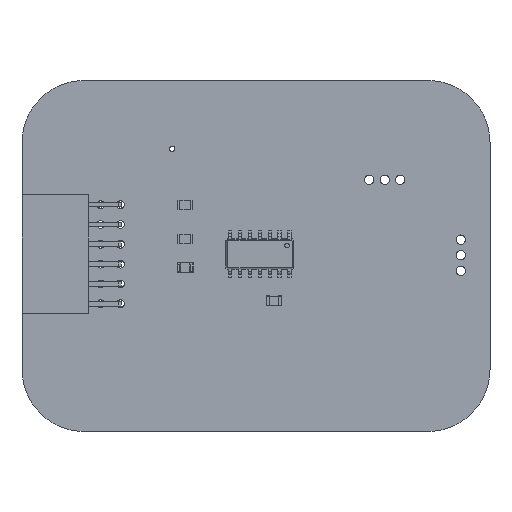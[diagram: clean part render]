
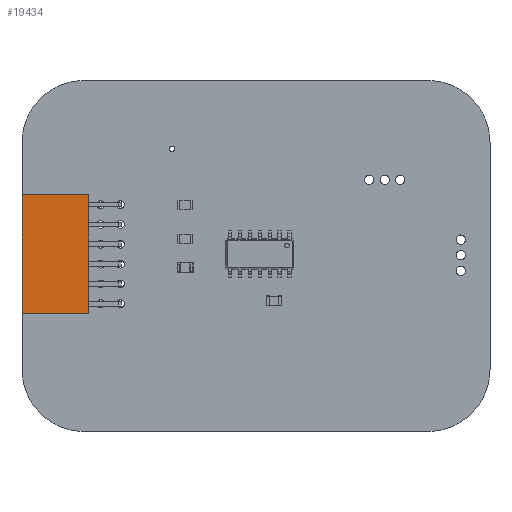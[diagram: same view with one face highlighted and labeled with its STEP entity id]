
A CAD part, top view. The second image highlights one B-rep face of the part: STEP entity #19434.
In plain terms, the highlighted planar face has unit normal (0, 0, 1).
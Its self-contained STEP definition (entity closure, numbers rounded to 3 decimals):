
#19434 = ADVANCED_FACE('',(#19435),#19449,.F.);
#19435 = FACE_BOUND('',#19436,.F.);
#19436 = EDGE_LOOP('',(#19437,#19472,#19500,#19528));
#19437 = ORIENTED_EDGE('',*,*,#19438,.T.);
#19438 = EDGE_CURVE('',#19439,#19441,#19443,.T.);
#19439 = VERTEX_POINT('',#19440);
#19440 = CARTESIAN_POINT('',(-4.06,-13.97,5.08));
#19441 = VERTEX_POINT('',#19442);
#19442 = CARTESIAN_POINT('',(-12.57,-13.97,5.08));
#19443 = SURFACE_CURVE('',#19444,(#19448,#19460),.PCURVE_S1.);
#19444 = LINE('',#19445,#19446);
#19445 = CARTESIAN_POINT('',(-4.06,-13.97,5.08));
#19446 = VECTOR('',#19447,1.);
#19447 = DIRECTION('',(-1.,0.,0.));
#19448 = PCURVE('',#19449,#19454);
#19449 = PLANE('',#19450);
#19450 = AXIS2_PLACEMENT_3D('',#19451,#19452,#19453);
#19451 = CARTESIAN_POINT('',(-4.06,-13.97,5.08));
#19452 = DIRECTION('',(0.,0.,-1.));
#19453 = DIRECTION('',(0.,1.,0.));
#19454 = DEFINITIONAL_REPRESENTATION('',(#19455),#19459);
#19455 = LINE('',#19456,#19457);
#19456 = CARTESIAN_POINT('',(0.,0.));
#19457 = VECTOR('',#19458,1.);
#19458 = DIRECTION('',(0.,-1.));
#19459 = ( GEOMETRIC_REPRESENTATION_CONTEXT(2) 
PARAMETRIC_REPRESENTATION_CONTEXT() REPRESENTATION_CONTEXT('2D SPACE',''
  ) );
#19460 = PCURVE('',#19461,#19466);
#19461 = PLANE('',#19462);
#19462 = AXIS2_PLACEMENT_3D('',#19463,#19464,#19465);
#19463 = CARTESIAN_POINT('',(-4.06,-13.97,0.));
#19464 = DIRECTION('',(0.,1.,0.));
#19465 = DIRECTION('',(0.,0.,1.));
#19466 = DEFINITIONAL_REPRESENTATION('',(#19467),#19471);
#19467 = LINE('',#19468,#19469);
#19468 = CARTESIAN_POINT('',(5.08,0.));
#19469 = VECTOR('',#19470,1.);
#19470 = DIRECTION('',(0.,-1.));
#19471 = ( GEOMETRIC_REPRESENTATION_CONTEXT(2) 
PARAMETRIC_REPRESENTATION_CONTEXT() REPRESENTATION_CONTEXT('2D SPACE',''
  ) );
#19472 = ORIENTED_EDGE('',*,*,#19473,.T.);
#19473 = EDGE_CURVE('',#19441,#19474,#19476,.T.);
#19474 = VERTEX_POINT('',#19475);
#19475 = CARTESIAN_POINT('',(-12.57,1.27,5.08));
#19476 = SURFACE_CURVE('',#19477,(#19481,#19488),.PCURVE_S1.);
#19477 = LINE('',#19478,#19479);
#19478 = CARTESIAN_POINT('',(-12.57,-13.97,5.08));
#19479 = VECTOR('',#19480,1.);
#19480 = DIRECTION('',(0.,1.,0.));
#19481 = PCURVE('',#19449,#19482);
#19482 = DEFINITIONAL_REPRESENTATION('',(#19483),#19487);
#19483 = LINE('',#19484,#19485);
#19484 = CARTESIAN_POINT('',(0.,-8.51));
#19485 = VECTOR('',#19486,1.);
#19486 = DIRECTION('',(1.,0.));
#19487 = ( GEOMETRIC_REPRESENTATION_CONTEXT(2) 
PARAMETRIC_REPRESENTATION_CONTEXT() REPRESENTATION_CONTEXT('2D SPACE',''
  ) );
#19488 = PCURVE('',#19489,#19494);
#19489 = PLANE('',#19490);
#19490 = AXIS2_PLACEMENT_3D('',#19491,#19492,#19493);
#19491 = CARTESIAN_POINT('',(-12.57,-13.97,5.08));
#19492 = DIRECTION('',(1.,0.,0.));
#19493 = DIRECTION('',(0.,-1.,0.));
#19494 = DEFINITIONAL_REPRESENTATION('',(#19495),#19499);
#19495 = LINE('',#19496,#19497);
#19496 = CARTESIAN_POINT('',(0.,-0.));
#19497 = VECTOR('',#19498,1.);
#19498 = DIRECTION('',(-1.,0.));
#19499 = ( GEOMETRIC_REPRESENTATION_CONTEXT(2) 
PARAMETRIC_REPRESENTATION_CONTEXT() REPRESENTATION_CONTEXT('2D SPACE',''
  ) );
#19500 = ORIENTED_EDGE('',*,*,#19501,.F.);
#19501 = EDGE_CURVE('',#19502,#19474,#19504,.T.);
#19502 = VERTEX_POINT('',#19503);
#19503 = CARTESIAN_POINT('',(-4.06,1.27,5.08));
#19504 = SURFACE_CURVE('',#19505,(#19509,#19516),.PCURVE_S1.);
#19505 = LINE('',#19506,#19507);
#19506 = CARTESIAN_POINT('',(-4.06,1.27,5.08));
#19507 = VECTOR('',#19508,1.);
#19508 = DIRECTION('',(-1.,0.,0.));
#19509 = PCURVE('',#19449,#19510);
#19510 = DEFINITIONAL_REPRESENTATION('',(#19511),#19515);
#19511 = LINE('',#19512,#19513);
#19512 = CARTESIAN_POINT('',(15.24,0.));
#19513 = VECTOR('',#19514,1.);
#19514 = DIRECTION('',(0.,-1.));
#19515 = ( GEOMETRIC_REPRESENTATION_CONTEXT(2) 
PARAMETRIC_REPRESENTATION_CONTEXT() REPRESENTATION_CONTEXT('2D SPACE',''
  ) );
#19516 = PCURVE('',#19517,#19522);
#19517 = PLANE('',#19518);
#19518 = AXIS2_PLACEMENT_3D('',#19519,#19520,#19521);
#19519 = CARTESIAN_POINT('',(-4.06,1.27,5.08));
#19520 = DIRECTION('',(0.,-1.,0.));
#19521 = DIRECTION('',(0.,0.,-1.));
#19522 = DEFINITIONAL_REPRESENTATION('',(#19523),#19527);
#19523 = LINE('',#19524,#19525);
#19524 = CARTESIAN_POINT('',(-0.,0.));
#19525 = VECTOR('',#19526,1.);
#19526 = DIRECTION('',(0.,-1.));
#19527 = ( GEOMETRIC_REPRESENTATION_CONTEXT(2) 
PARAMETRIC_REPRESENTATION_CONTEXT() REPRESENTATION_CONTEXT('2D SPACE',''
  ) );
#19528 = ORIENTED_EDGE('',*,*,#19529,.F.);
#19529 = EDGE_CURVE('',#19439,#19502,#19530,.T.);
#19530 = SURFACE_CURVE('',#19531,(#19535,#19542),.PCURVE_S1.);
#19531 = LINE('',#19532,#19533);
#19532 = CARTESIAN_POINT('',(-4.06,-13.97,5.08));
#19533 = VECTOR('',#19534,1.);
#19534 = DIRECTION('',(0.,1.,0.));
#19535 = PCURVE('',#19449,#19536);
#19536 = DEFINITIONAL_REPRESENTATION('',(#19537),#19541);
#19537 = LINE('',#19538,#19539);
#19538 = CARTESIAN_POINT('',(0.,0.));
#19539 = VECTOR('',#19540,1.);
#19540 = DIRECTION('',(1.,0.));
#19541 = ( GEOMETRIC_REPRESENTATION_CONTEXT(2) 
PARAMETRIC_REPRESENTATION_CONTEXT() REPRESENTATION_CONTEXT('2D SPACE',''
  ) );
#19542 = PCURVE('',#19543,#19548);
#19543 = PLANE('',#19544);
#19544 = AXIS2_PLACEMENT_3D('',#19545,#19546,#19547);
#19545 = CARTESIAN_POINT('',(-4.06,-13.97,5.08));
#19546 = DIRECTION('',(1.,0.,0.));
#19547 = DIRECTION('',(0.,-1.,0.));
#19548 = DEFINITIONAL_REPRESENTATION('',(#19549),#19553);
#19549 = LINE('',#19550,#19551);
#19550 = CARTESIAN_POINT('',(0.,-0.));
#19551 = VECTOR('',#19552,1.);
#19552 = DIRECTION('',(-1.,0.));
#19553 = ( GEOMETRIC_REPRESENTATION_CONTEXT(2) 
PARAMETRIC_REPRESENTATION_CONTEXT() REPRESENTATION_CONTEXT('2D SPACE',''
  ) );
